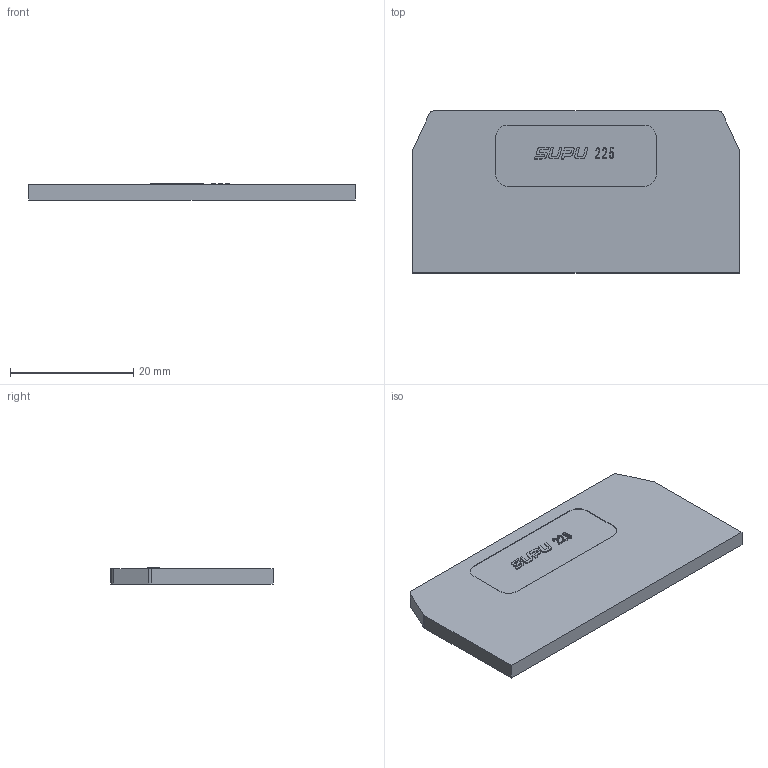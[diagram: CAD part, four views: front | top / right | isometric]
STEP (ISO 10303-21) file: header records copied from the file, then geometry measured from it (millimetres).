
FILE_DESCRIPTION(/* description */ (''),/* implementation_level */ '2;1');
FILE_NAME(/* name */ '225121.stp',/* time_stamp */ '2017-11-20T09:02:19+08:00',/* author */ (''),/* organization */ (''),/* preprocessor_version */ 'ST-DEVELOPER v14',/* originating_system */ 'SIEMENS PLM Software NX 8.0',/* authorisation */ '');
FILE_SCHEMA (('CONFIG_CONTROL_DESIGN'));
Length unit declared in the file: millimetre
Products named in the file (1): sp1190t1004_01
Bounding box: 53 x 26.3 x 2.6 mm (x, y, z)
Volume: 3421.4 mm3; surface area: 3153 mm2
Topology: 1 solids, 1 shells, 90 faces, 240 edges, 160 vertices
Faces by surface type: extrusion 61, plane 21, cylinder 8
Entity records: 3732 total; most frequent: CARTESIAN_POINT 1635, ORIENTED_EDGE 480, DIRECTION 249, EDGE_CURVE 240, B_SPLINE_CURVE_WITH_KNOTS 189, VERTEX_POINT 160, VECTOR 157, EDGE_LOOP 98
